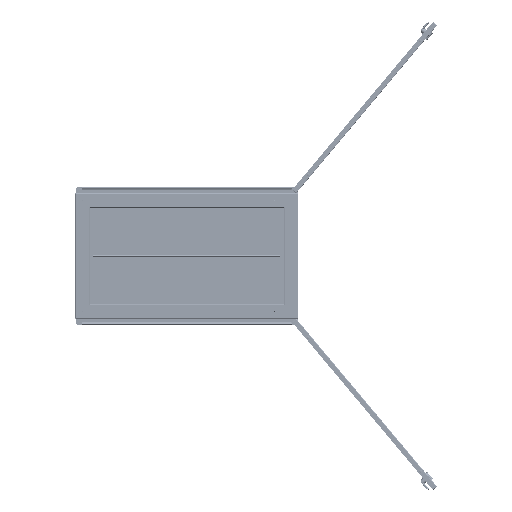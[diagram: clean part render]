
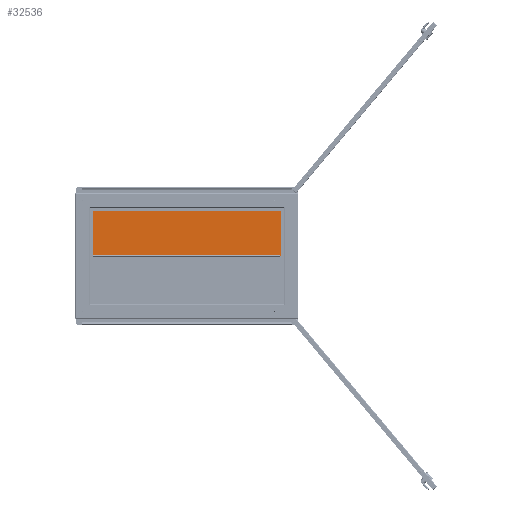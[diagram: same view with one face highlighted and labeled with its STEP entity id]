
A CAD part, front view. The second image highlights one B-rep face of the part: STEP entity #32536.
In plain terms, the highlighted face is planar.
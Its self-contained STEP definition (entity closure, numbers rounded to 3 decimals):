
#346 = VERTEX_POINT ( 'NONE', #159175 ) ;
#347 = VERTEX_POINT ( 'NONE', #159173 ) ;
#348 = VERTEX_POINT ( 'NONE', #159171 ) ;
#352 = VERTEX_POINT ( 'NONE', #159160 ) ;
#353 = VERTEX_POINT ( 'NONE', #159158 ) ;
#354 = VERTEX_POINT ( 'NONE', #159156 ) ;
#355 = VERTEX_POINT ( 'NONE', #159153 ) ;
#356 = VERTEX_POINT ( 'NONE', #159149 ) ;
#358 = VERTEX_POINT ( 'NONE', #159146 ) ;
#359 = VERTEX_POINT ( 'NONE', #159144 ) ;
#364 = VERTEX_POINT ( 'NONE', #159130 ) ;
#366 = VERTEX_POINT ( 'NONE', #159126 ) ;
#17912 = ORIENTED_EDGE ( 'NONE', *, *, #105069, .F. ) ;
#17913 = ORIENTED_EDGE ( 'NONE', *, *, #105071, .F. ) ;
#17915 = ORIENTED_EDGE ( 'NONE', *, *, #105073, .T. ) ;
#17916 = ORIENTED_EDGE ( 'NONE', *, *, #105075, .T. ) ;
#17918 = ORIENTED_EDGE ( 'NONE', *, *, #105077, .T. ) ;
#17919 = ORIENTED_EDGE ( 'NONE', *, *, #105079, .F. ) ;
#17921 = ORIENTED_EDGE ( 'NONE', *, *, #105081, .F. ) ;
#17923 = ORIENTED_EDGE ( 'NONE', *, *, #105084, .F. ) ;
#17925 = ORIENTED_EDGE ( 'NONE', *, *, #105086, .T. ) ;
#17927 = ORIENTED_EDGE ( 'NONE', *, *, #105087, .T. ) ;
#17929 = ORIENTED_EDGE ( 'NONE', *, *, #105090, .T. ) ;
#17931 = ORIENTED_EDGE ( 'NONE', *, *, #105092, .F. ) ;
#30801 = LINE ( 'NONE', #40411, #33205 ) ;
#30803 = LINE ( 'NONE', #40416, #69559 ) ;
#32536 = ADVANCED_FACE ( 'NONE', ( #117873 ), #97317, .T. ) ;
#33205 = VECTOR ( 'NONE', #40419, 1000. ) ;
#33209 = LINE ( 'NONE', #40420, #33252 ) ;
#33212 = LINE ( 'NONE', #40414, #33216 ) ;
#33216 = VECTOR ( 'NONE', #40421, 1000. ) ;
#33221 = LINE ( 'NONE', #40424, #33236 ) ;
#33225 = LINE ( 'NONE', #40417, #33229 ) ;
#33229 = VECTOR ( 'NONE', #40423, 1000. ) ;
#33232 = LINE ( 'NONE', #40426, #33245 ) ;
#33236 = VECTOR ( 'NONE', #40425, 1000. ) ;
#33240 = LINE ( 'NONE', #40422, #33260 ) ;
#33245 = VECTOR ( 'NONE', #40428, 1000. ) ;
#33248 = LINE ( 'NONE', #40427, #33268 ) ;
#33252 = VECTOR ( 'NONE', #40429, 1000. ) ;
#33260 = VECTOR ( 'NONE', #40431, 1000. ) ;
#33264 = LINE ( 'NONE', #40434, #33276 ) ;
#33268 = VECTOR ( 'NONE', #40433, 1000. ) ;
#33272 = LINE ( 'NONE', #40436, #33283 ) ;
#33276 = VECTOR ( 'NONE', #40435, 1000. ) ;
#33280 = LINE ( 'NONE', #40438, #33292 ) ;
#33283 = VECTOR ( 'NONE', #40437, 1000. ) ;
#33292 = VECTOR ( 'NONE', #40440, 1000. ) ;
#40411 = CARTESIAN_POINT ( 'NONE',  ( 336., -87.5, 0. ) ) ;
#40414 = CARTESIAN_POINT ( 'NONE',  ( 350., -87.5, 0. ) ) ;
#40416 = CARTESIAN_POINT ( 'NONE',  ( 336., -86.75, 0. ) ) ;
#40417 = CARTESIAN_POINT ( 'NONE',  ( 350., -87.5, 0. ) ) ;
#40418 = DIRECTION ( 'NONE',  ( -1., 0., 0. ) ) ;
#40419 = DIRECTION ( 'NONE',  ( 0., 1., 0. ) ) ;
#40420 = CARTESIAN_POINT ( 'NONE',  ( -300., 86.75, 0. ) ) ;
#40421 = DIRECTION ( 'NONE',  ( 1., 0., 0. ) ) ;
#40422 = CARTESIAN_POINT ( 'NONE',  ( -300., 87.5, 0. ) ) ;
#40423 = DIRECTION ( 'NONE',  ( 0., 1., 0. ) ) ;
#40424 = CARTESIAN_POINT ( 'NONE',  ( 350., 87.5, 0. ) ) ;
#40425 = DIRECTION ( 'NONE',  ( -1., 0., 0. ) ) ;
#40426 = CARTESIAN_POINT ( 'NONE',  ( 300., 86.75, 0. ) ) ;
#40427 = CARTESIAN_POINT ( 'NONE',  ( 350., 87.5, 0. ) ) ;
#40428 = DIRECTION ( 'NONE',  ( 0., 1., 0. ) ) ;
#40429 = DIRECTION ( 'NONE',  ( 1., 0., 0. ) ) ;
#40431 = DIRECTION ( 'NONE',  ( 0., -1., 0. ) ) ;
#40433 = DIRECTION ( 'NONE',  ( -1., 0., 0. ) ) ;
#40434 = CARTESIAN_POINT ( 'NONE',  ( -350., -87.5, 0. ) ) ;
#40435 = DIRECTION ( 'NONE',  ( 0., -1., 0. ) ) ;
#40436 = CARTESIAN_POINT ( 'NONE',  ( 350., -87.5, 0. ) ) ;
#40437 = DIRECTION ( 'NONE',  ( 1., 0., 0. ) ) ;
#40438 = CARTESIAN_POINT ( 'NONE',  ( -336., -86.75, 0. ) ) ;
#40440 = DIRECTION ( 'NONE',  ( 0., -1., 0. ) ) ;
#69559 = VECTOR ( 'NONE', #40418, 1000. ) ;
#97295 = CARTESIAN_POINT ( 'NONE',  ( 0., 0., 0. ) ) ;
#97317 = PLANE ( 'NONE',  #152741 ) ;
#97321 = DIRECTION ( 'NONE',  ( 0., 0., 1. ) ) ;
#97323 = DIRECTION ( 'NONE',  ( 1., 0., 0. ) ) ;
#105069 = EDGE_CURVE ( 'NONE', #366, #358, #30803, .T. ) ;
#105071 = EDGE_CURVE ( 'NONE', #364, #366, #30801, .T. ) ;
#105073 = EDGE_CURVE ( 'NONE', #364, #354, #33212, .T. ) ;
#105075 = EDGE_CURVE ( 'NONE', #354, #353, #33225, .T. ) ;
#105077 = EDGE_CURVE ( 'NONE', #353, #352, #33221, .T. ) ;
#105079 = EDGE_CURVE ( 'NONE', #355, #352, #33232, .T. ) ;
#105081 = EDGE_CURVE ( 'NONE', #356, #355, #33209, .T. ) ;
#105084 = EDGE_CURVE ( 'NONE', #359, #356, #33240, .T. ) ;
#105086 = EDGE_CURVE ( 'NONE', #359, #348, #33248, .T. ) ;
#105087 = EDGE_CURVE ( 'NONE', #348, #347, #33264, .T. ) ;
#105090 = EDGE_CURVE ( 'NONE', #347, #346, #33272, .T. ) ;
#105092 = EDGE_CURVE ( 'NONE', #358, #346, #33280, .T. ) ;
#117580 = EDGE_LOOP ( 'NONE', ( #17912, #17913, #17915, #17916, #17918, #17919, #17921, #17923, #17925, #17927, #17929, #17931 ) ) ;
#117873 = FACE_OUTER_BOUND ( 'NONE', #117580, .T. ) ;
#152741 = AXIS2_PLACEMENT_3D ( 'NONE', #97295, #97321, #97323 ) ;
#159126 = CARTESIAN_POINT ( 'NONE',  ( 336., -86.75, 0. ) ) ;
#159130 = CARTESIAN_POINT ( 'NONE',  ( 336., -87.5, 0. ) ) ;
#159144 = CARTESIAN_POINT ( 'NONE',  ( -300., 87.5, 0. ) ) ;
#159146 = CARTESIAN_POINT ( 'NONE',  ( -336., -86.75, 0. ) ) ;
#159149 = CARTESIAN_POINT ( 'NONE',  ( -300., 86.75, 0. ) ) ;
#159153 = CARTESIAN_POINT ( 'NONE',  ( 300., 86.75, 0. ) ) ;
#159156 = CARTESIAN_POINT ( 'NONE',  ( 350., -87.5, 0. ) ) ;
#159158 = CARTESIAN_POINT ( 'NONE',  ( 350., 87.5, 0. ) ) ;
#159160 = CARTESIAN_POINT ( 'NONE',  ( 300., 87.5, 0. ) ) ;
#159171 = CARTESIAN_POINT ( 'NONE',  ( -350., 87.5, 0. ) ) ;
#159173 = CARTESIAN_POINT ( 'NONE',  ( -350., -87.5, 0. ) ) ;
#159175 = CARTESIAN_POINT ( 'NONE',  ( -336., -87.5, 0. ) ) ;
